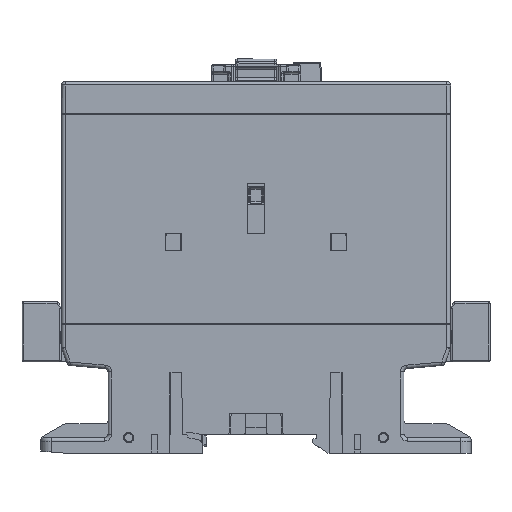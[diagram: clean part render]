
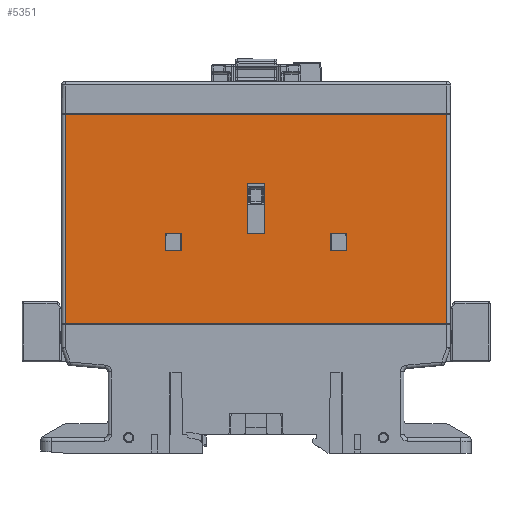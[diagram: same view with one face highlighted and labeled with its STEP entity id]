
A CAD part, front view. The second image highlights one B-rep face of the part: STEP entity #5351.
In plain terms, the highlighted planar face has unit normal (0, -1, 0).
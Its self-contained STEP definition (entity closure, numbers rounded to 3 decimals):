
#2694=PLANE('',#63411);
#3370=FACE_BOUND('',#10933,.T.);
#3371=FACE_BOUND('',#10934,.T.);
#3372=FACE_BOUND('',#10935,.T.);
#3373=FACE_BOUND('',#10936,.T.);
#5351=ADVANCED_FACE('',(#3370,#3371,#3372,#3373),#2694,.T.);
#10933=EDGE_LOOP('',(#36755,#36756,#36757,#36758));
#10934=EDGE_LOOP('',(#36759,#36760,#36761,#36762));
#10935=EDGE_LOOP('',(#36763,#36764,#36765,#36766));
#10936=EDGE_LOOP('',(#36767,#36768,#36769,#36770));
#16919=LINE('',#100432,#23754);
#16922=LINE('',#100438,#23757);
#16926=LINE('',#100446,#23761);
#16930=LINE('',#100455,#23765);
#16933=LINE('',#100462,#23768);
#16936=LINE('',#100467,#23771);
#16939=LINE('',#100474,#23774);
#17027=LINE('',#100664,#23862);
#17028=LINE('',#100666,#23863);
#17031=LINE('',#100673,#23866);
#17034=LINE('',#100678,#23869);
#17036=LINE('',#100681,#23871);
#17098=LINE('',#100958,#23933);
#17099=LINE('',#100960,#23934);
#17100=LINE('',#100963,#23935);
#17101=LINE('',#100964,#23936);
#23754=VECTOR('',#75533,1.);
#23757=VECTOR('',#75538,1.);
#23761=VECTOR('',#75544,1.);
#23765=VECTOR('',#75550,1.);
#23768=VECTOR('',#75555,1.);
#23771=VECTOR('',#75560,1.);
#23774=VECTOR('',#75565,1.);
#23862=VECTOR('',#75727,1.);
#23863=VECTOR('',#75730,1.);
#23866=VECTOR('',#75735,1.);
#23869=VECTOR('',#75740,1.);
#23871=VECTOR('',#75744,1.);
#23933=VECTOR('',#76148,1.);
#23934=VECTOR('',#76151,1.);
#23935=VECTOR('',#76152,1.);
#23936=VECTOR('',#76153,1.);
#36755=ORIENTED_EDGE('',*,*,#55564,.F.);
#36756=ORIENTED_EDGE('',*,*,#55565,.T.);
#36757=ORIENTED_EDGE('',*,*,#55563,.F.);
#36758=ORIENTED_EDGE('',*,*,#55566,.T.);
#36759=ORIENTED_EDGE('',*,*,#55416,.T.);
#36760=ORIENTED_EDGE('',*,*,#55421,.T.);
#36761=ORIENTED_EDGE('',*,*,#55312,.T.);
#36762=ORIENTED_EDGE('',*,*,#55419,.T.);
#36763=ORIENTED_EDGE('',*,*,#55309,.T.);
#36764=ORIENTED_EDGE('',*,*,#55303,.T.);
#36765=ORIENTED_EDGE('',*,*,#55413,.T.);
#36766=ORIENTED_EDGE('',*,*,#55306,.T.);
#36767=ORIENTED_EDGE('',*,*,#55299,.T.);
#36768=ORIENTED_EDGE('',*,*,#55412,.T.);
#36769=ORIENTED_EDGE('',*,*,#55295,.T.);
#36770=ORIENTED_EDGE('',*,*,#55292,.T.);
#46053=VERTEX_POINT('',#100431);
#46054=VERTEX_POINT('',#100433);
#46056=VERTEX_POINT('',#100439);
#46058=VERTEX_POINT('',#100445);
#46059=VERTEX_POINT('',#100449);
#46062=VERTEX_POINT('',#100454);
#46065=VERTEX_POINT('',#100461);
#46066=VERTEX_POINT('',#100463);
#46069=VERTEX_POINT('',#100473);
#46070=VERTEX_POINT('',#100475);
#46137=VERTEX_POINT('',#100672);
#46138=VERTEX_POINT('',#100674);
#46177=VERTEX_POINT('',#100955);
#46178=VERTEX_POINT('',#100957);
#46179=VERTEX_POINT('',#100961);
#46180=VERTEX_POINT('',#100962);
#55292=EDGE_CURVE('',#46054,#46053,#16919,.T.);
#55295=EDGE_CURVE('',#46056,#46054,#16922,.T.);
#55299=EDGE_CURVE('',#46053,#46058,#16926,.T.);
#55303=EDGE_CURVE('',#46059,#46062,#16930,.T.);
#55306=EDGE_CURVE('',#46066,#46065,#16933,.T.);
#55309=EDGE_CURVE('',#46065,#46059,#16936,.T.);
#55312=EDGE_CURVE('',#46070,#46069,#16939,.T.);
#55412=EDGE_CURVE('',#46058,#46056,#17027,.T.);
#55413=EDGE_CURVE('',#46062,#46066,#17028,.T.);
#55416=EDGE_CURVE('',#46138,#46137,#17031,.T.);
#55419=EDGE_CURVE('',#46069,#46138,#17034,.T.);
#55421=EDGE_CURVE('',#46137,#46070,#17036,.T.);
#55563=EDGE_CURVE('',#46178,#46177,#17098,.T.);
#55564=EDGE_CURVE('',#46179,#46180,#17099,.T.);
#55565=EDGE_CURVE('',#46179,#46177,#17100,.T.);
#55566=EDGE_CURVE('',#46178,#46180,#17101,.T.);
#63411=AXIS2_PLACEMENT_3D('',#100965,#76154,#76155);
#75533=DIRECTION('',(0.009,0.,-1.));
#75538=DIRECTION('',(1.,0.,0.));
#75544=DIRECTION('',(-1.,0.,0.));
#75550=DIRECTION('',(-1.,0.,0.));
#75555=DIRECTION('',(1.,0.,0.));
#75560=DIRECTION('',(0.009,0.,-1.));
#75565=DIRECTION('',(1.,0.,0.));
#75727=DIRECTION('',(0.009,0.,1.));
#75730=DIRECTION('',(0.009,0.,1.));
#75735=DIRECTION('',(-1.,0.,0.));
#75740=DIRECTION('',(0.,0.,-1.));
#75744=DIRECTION('',(0.,0.,1.));
#76148=DIRECTION('',(0.,0.,1.));
#76151=DIRECTION('',(0.,0.,-1.));
#76152=DIRECTION('',(-1.,0.,0.));
#76153=DIRECTION('',(1.,0.,0.));
#76154=DIRECTION('',(0.,-1.,0.));
#76155=DIRECTION('',(0.,0.,-1.));
#100431=CARTESIAN_POINT('',(26.426,-22.48,37.696));
#100432=CARTESIAN_POINT('',(26.426,-22.48,37.696));
#100433=CARTESIAN_POINT('',(26.383,-22.48,42.765));
#100438=CARTESIAN_POINT('',(26.383,-22.48,42.765));
#100439=CARTESIAN_POINT('',(21.617,-22.48,42.765));
#100445=CARTESIAN_POINT('',(21.574,-22.48,37.696));
#100446=CARTESIAN_POINT('',(21.574,-22.48,37.696));
#100449=CARTESIAN_POINT('',(-21.574,-22.48,37.696));
#100454=CARTESIAN_POINT('',(-26.426,-22.48,37.696));
#100455=CARTESIAN_POINT('',(-26.426,-22.48,37.696));
#100461=CARTESIAN_POINT('',(-21.617,-22.48,42.765));
#100462=CARTESIAN_POINT('',(-21.617,-22.48,42.765));
#100463=CARTESIAN_POINT('',(-26.383,-22.48,42.765));
#100467=CARTESIAN_POINT('',(-21.574,-22.48,37.696));
#100473=CARTESIAN_POINT('',(2.531,-22.48,57.261));
#100474=CARTESIAN_POINT('',(2.531,-22.48,57.261));
#100475=CARTESIAN_POINT('',(-2.531,-22.48,57.261));
#100664=CARTESIAN_POINT('',(21.617,-22.48,42.765));
#100666=CARTESIAN_POINT('',(-26.383,-22.48,42.765));
#100672=CARTESIAN_POINT('',(-2.531,-22.48,42.699));
#100673=CARTESIAN_POINT('',(-2.531,-22.48,42.699));
#100674=CARTESIAN_POINT('',(2.531,-22.48,42.699));
#100678=CARTESIAN_POINT('',(2.531,-22.48,42.699));
#100681=CARTESIAN_POINT('',(-2.531,-22.48,57.261));
#100955=CARTESIAN_POINT('',(-55.5,-22.48,77.43));
#100957=CARTESIAN_POINT('',(-55.5,-22.48,16.63));
#100958=CARTESIAN_POINT('',(-55.5,-22.48,16.63));
#100960=CARTESIAN_POINT('',(55.5,-22.48,77.43));
#100961=CARTESIAN_POINT('',(55.5,-22.48,77.43));
#100962=CARTESIAN_POINT('',(55.5,-22.48,16.63));
#100963=CARTESIAN_POINT('',(55.5,-22.48,77.43));
#100964=CARTESIAN_POINT('',(55.5,-22.48,16.63));
#100965=CARTESIAN_POINT('',(-56.5,-22.48,19.43));
